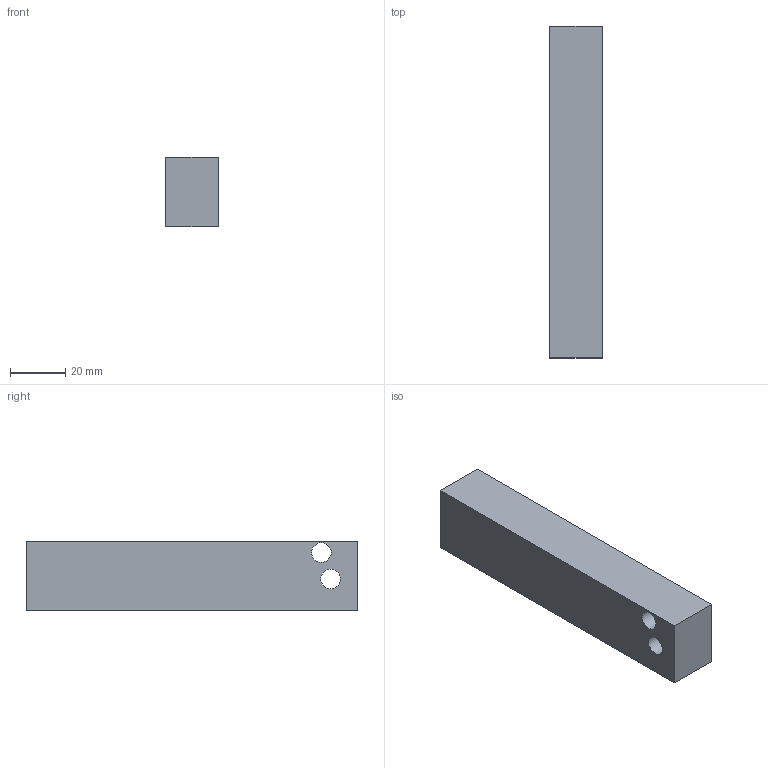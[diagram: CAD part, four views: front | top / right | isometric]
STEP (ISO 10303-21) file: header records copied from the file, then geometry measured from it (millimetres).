
FILE_DESCRIPTION(/* description */ (''),/* implementation_level */ '2;1');
FILE_NAME(/* name */ 'vbeam1_ipt_e3d75e82.STEP',/* time_stamp */ '2018-02-13T23:11:26-05:00',/* author */ ('CIT-Labs'),/* organization */ (''),/* preprocessor_version */ 'ST-DEVELOPER v16.13',/* originating_system */ 'Autodesk Inventor 2018',/* authorisation */ '');
FILE_SCHEMA (('AUTOMOTIVE_DESIGN { 1 0 10303 214 3 1 1 }'));
Length unit declared in the file: inch
Products named in the file (1): vbeam1
Bounding box: 19.05 x 120.65 x 25.4 mm (x, y, z)
Volume: 55835.1 mm3; surface area: 12958.1 mm2
Topology: 1 solids, 1 shells, 10 faces, 21 edges, 14 vertices
Faces by surface type: plane 7, cylinder 3
Full cylindrical faces by diameter (mm): 7.137 x1, 7.144 x2
Entity records: 305 total; most frequent: DIRECTION 46, CARTESIAN_POINT 43, ORIENTED_EDGE 36, EDGE_LOOP 18, EDGE_CURVE 18, AXIS2_PLACEMENT_3D 17, VERTEX_POINT 14, LINE 12
